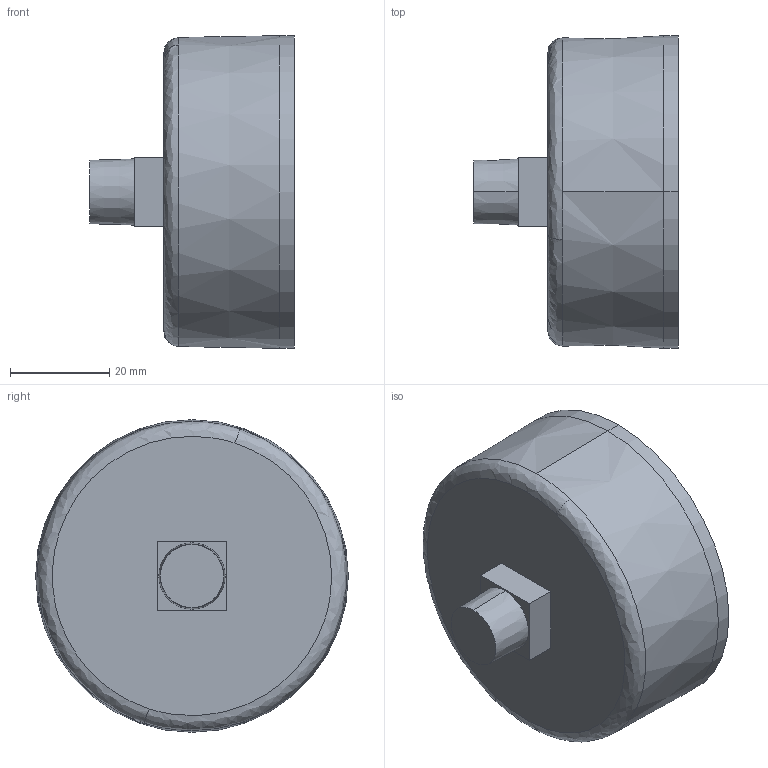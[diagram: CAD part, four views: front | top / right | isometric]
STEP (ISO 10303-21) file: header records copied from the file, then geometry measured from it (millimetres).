
FILE_DESCRIPTION (( 'STEP AP203' ), '1' );
FILE_NAME ('88257G3.step', '2023-05-17T14:17:11', ( '' ), ( '' ), 'SwSTEP 2.0', 'SolidWorks 2021', '' );
FILE_SCHEMA (( 'CONFIG_CONTROL_DESIGN' ));
Length unit declared in the file: inch
Products named in the file (1): 88257G3
Bounding box: 41.3 x 63 x 63 mm (x, y, z)
Volume: 75926.3 mm3; surface area: 12605.1 mm2
Topology: 1 solids, 1 shells, 135 faces, 381 edges, 254 vertices
Faces by surface type: plane 93, cylinder 36, cone 4, bspline 2
Entity records: 4842 total; most frequent: CARTESIAN_POINT 1195, ORIENTED_EDGE 762, DIRECTION 727, EDGE_CURVE 381, LINE 295, VECTOR 295, VERTEX_POINT 254, AXIS2_PLACEMENT_3D 216
